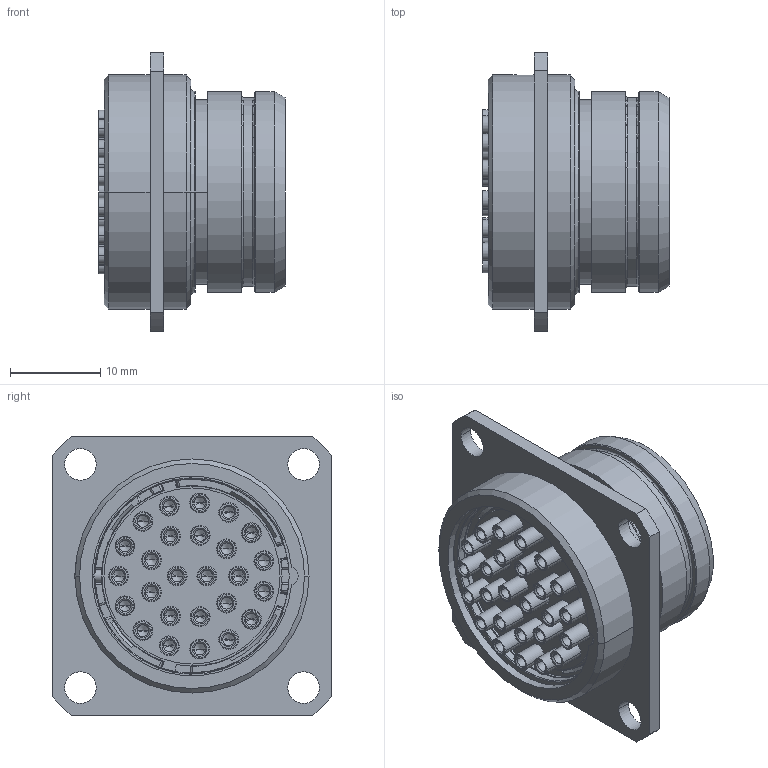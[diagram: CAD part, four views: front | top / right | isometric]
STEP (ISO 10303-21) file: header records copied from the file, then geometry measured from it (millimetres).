
FILE_DESCRIPTION((''),'2;1');
FILE_NAME('1332E426MZ','2024-07-26T13:40:54',('paultorloting'),('NET AG system integration'),'CREO PARAMETRIC BY PTC INC, 2021404','CREO PARAMETRIC BY PTC INC, 2021404','');
FILE_SCHEMA(('AUTOMOTIVE_DESIGN { 1 0 10303 214 1 1 1 1 }'));
Products named in the file (1): 1332E426MZ
Bounding box: 20.68 x 31 x 31 mm (x, y, z)
Volume: 5863.2 mm3; surface area: 7920.7 mm2
Topology: 1 solids, 42 shells, 1981 faces, 4775 edges, 3032 vertices
Faces by surface type: plane 960, cylinder 651, cone 168, torus 150, bspline 52
Entity records: 73272 total; most frequent: CARTESIAN_POINT 12352, DIRECTION 10194, ORIENTED_EDGE 9446, EDGE_CURVE 4723, AXIS2_PLACEMENT_3D 3710, VERTEX_POINT 3032, VECTOR 2771, LINE 2771
